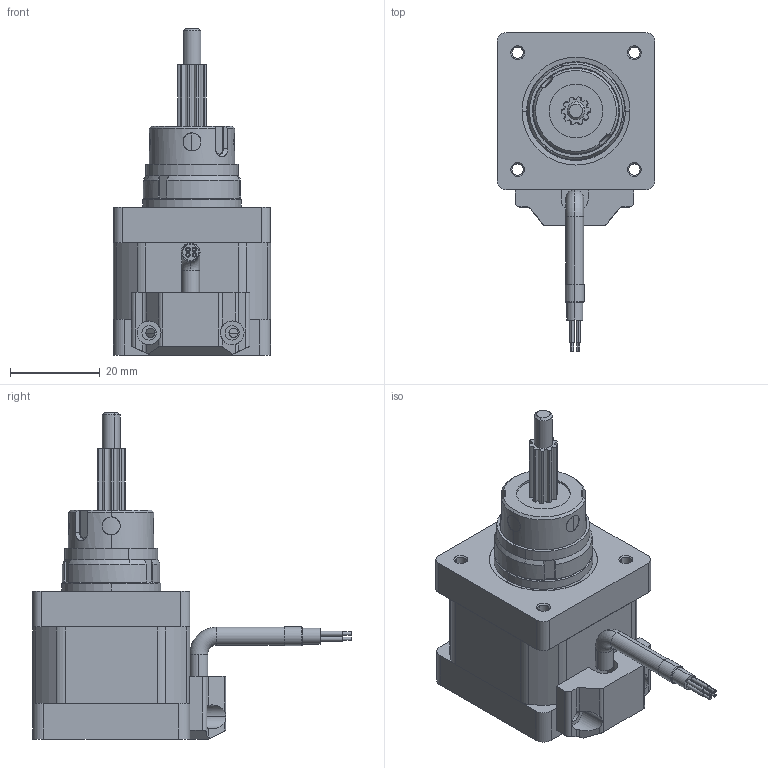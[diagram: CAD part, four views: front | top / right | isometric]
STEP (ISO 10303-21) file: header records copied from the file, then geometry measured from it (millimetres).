
FILE_DESCRIPTION (( 'STEP AP214' ), '1' );
FILE_NAME ('35NC234-T5.08-15-04-12.7-001.STEP', '2024-11-25T02:38:13', ( 'MM' ), ( 'Microsoft' ), 'SwSTEP 2.0', 'SolidWorks 2024', '' );
FILE_SCHEMA (( 'AUTOMOTIVE_DESIGN' ));
Length unit declared in the file: millimetre
Products named in the file (21): 06-42-035注塑轴用塑料; 01-35-003（35直线电机后盖电缆线）_04-42-002; 01-35-001（35直线电机φ19）_04-42-001; 03-35-007贯通34机身; 06-42-011（贯通34电机轴）_01-42-011-1; 07-42-003（42固定轴注塑螺母）; 07-42-001（42固定轴锁紧螺母）; 35NC234-T5.08-15-04-12.7-001; 14-42-002标准电缆线引出线; 07-42-009（42固定轴-12.7铝套）_08-35-002-3; 02-35-17_10-35-001-1; 13-35-001（压线板）; 07-42-009（42固定轴-12.7花键）_01-42-013-3; 07-42-008（42固定轴卡簧）; 09-42-001（φ19Xφ10X5)_09-42-001-1; 03-35-5.5-11.5_10-35-006-2; 08-35-001（35直线电机磁钢）_07-28-001-2; 07-42-009（42固定轴-12.7丝杆）_03-42-003-3; 13-35-9; 02-35-34; 13-35-6
Assembly tree (22 placements, depth 3):
  35NC234-T5.08-15-04-12.7-001
    01-35-003（35直线电机后盖电缆线）_04-42-002
    01-35-001（35直线电机φ19）_04-42-001
    02-35-34
      02-35-17_10-35-001-1
      13-35-9
      13-35-6
    03-35-007贯通34机身
      06-42-011（贯通34电机轴）_01-42-011-1
      03-35-5.5-11.5_10-35-006-2  x2
      08-35-001（35直线电机磁钢）_07-28-001-2
    07-42-001（42固定轴锁紧螺母）
    07-42-009（42固定轴-12.7铝套）_08-35-002-3
    07-42-003（42固定轴注塑螺母）
    07-42-009（42固定轴-12.7丝杆）_03-42-003-3
    09-42-001（φ19Xφ10X5)_09-42-001-1  x2
    07-42-009（42固定轴-12.7花键）_01-42-013-3
    06-42-035注塑轴用塑料
    07-42-008（42固定轴卡簧）
    13-35-001（压线板）
    14-42-002标准电缆线引出线
Bounding box: 35 x 71 x 72.7 mm (x, y, z)
Volume: 34845.3 mm3; surface area: 43895.1 mm2
Topology: 40 solids, 40 shells, 2664 faces, 7377 edges, 4851 vertices
Faces by surface type: cylinder 1522, plane 904, bspline 117, cone 83, torus 38
Entity records: 91016 total; most frequent: CARTESIAN_POINT 31038, DIRECTION 12665, ORIENTED_EDGE 12564, EDGE_CURVE 6282, AXIS2_PLACEMENT_3D 4696, VERTEX_POINT 4125, VECTOR 3273, LINE 3273
